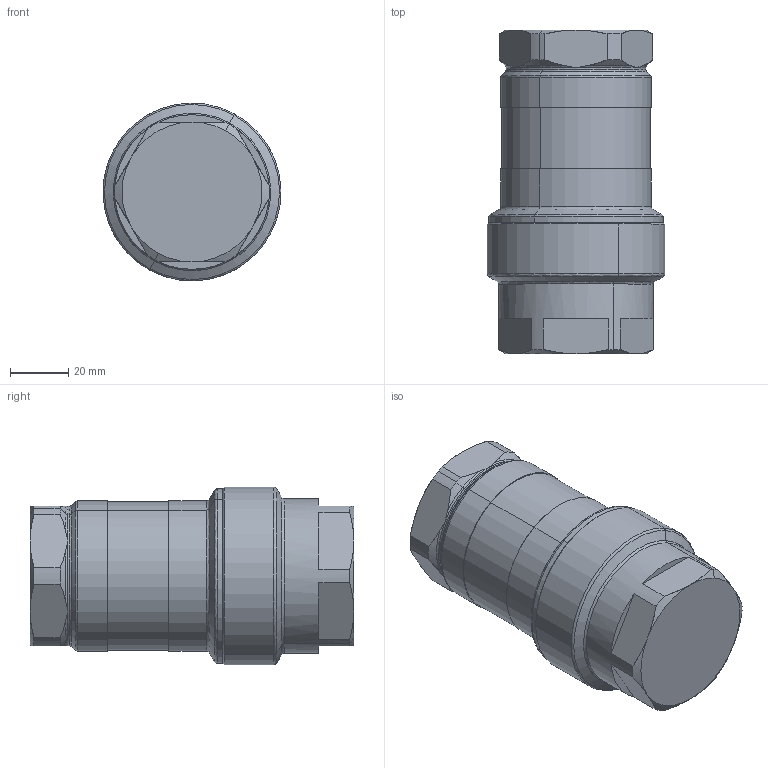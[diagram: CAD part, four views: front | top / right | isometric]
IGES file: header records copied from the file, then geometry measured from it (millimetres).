
Start section: START RECORD GO HERE.
Global section: file name: 127171 - TST (IGS).igs; native system: DASSAULT SYSTEMES CATIA Version 5-6 Release 2012 - www.3ds.com; preprocessor: V5-6R2012_5.22.6.0.02-14-2014.22.00; author: rantonini; organization: CALEFFI; date: 20160111.092449; units: millimetre
Bounding box: 60.98 x 111 x 60.98 mm (x, y, z)
Surface area: 23711.9 mm2 (no closed solid volume)
Topology: 0 solids, 0 shells, 97 faces, 444 edges, 444 vertices
Faces by surface type: revolution 74, plane 23
